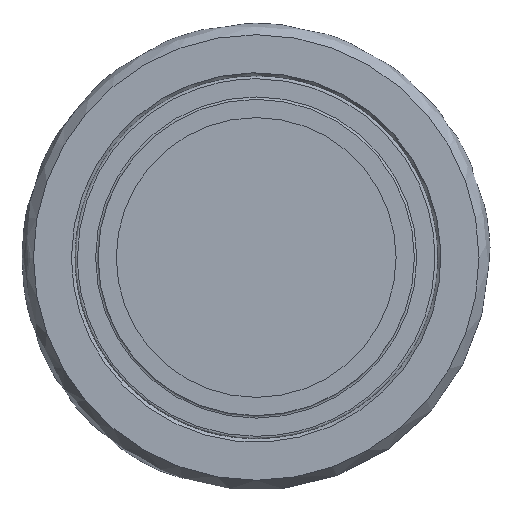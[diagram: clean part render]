
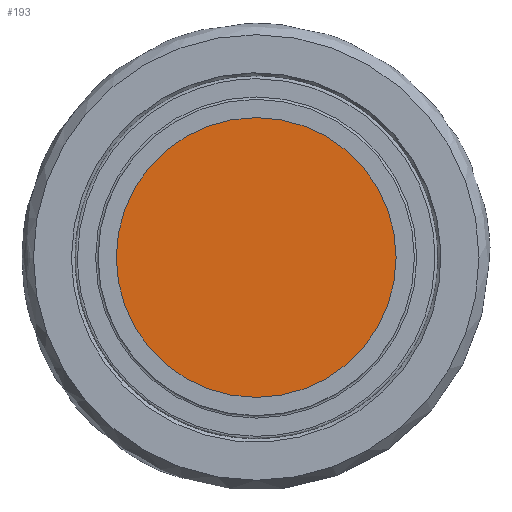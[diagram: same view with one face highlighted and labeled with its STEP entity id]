
A CAD part, left-side view. The second image highlights one B-rep face of the part: STEP entity #193.
In plain terms, the highlighted planar face has unit normal (-1, 0, 0).
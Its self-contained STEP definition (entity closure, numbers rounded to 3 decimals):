
#51 = AXIS2_PLACEMENT_3D ( 'NONE', #61, #628, #261 ) ;
#61 = CARTESIAN_POINT ( 'NONE',  ( -5.5, 0., 0. ) ) ;
#76 = PLANE ( 'NONE',  #790 ) ;
#180 = FACE_OUTER_BOUND ( 'NONE', #300, .T. ) ;
#193 = ADVANCED_FACE ( 'NONE', ( #180 ), #76, .T. ) ;
#261 = DIRECTION ( 'NONE',  ( 0., 1., 0. ) ) ;
#300 = EDGE_LOOP ( 'NONE', ( #416 ) ) ;
#355 = DIRECTION ( 'NONE',  ( -1., 0., 0. ) ) ;
#370 = EDGE_CURVE ( 'NONE', #612, #612, #463, .T. ) ;
#416 = ORIENTED_EDGE ( 'NONE', *, *, #370, .T. ) ;
#463 = CIRCLE ( 'NONE', #51, 11.5 ) ;
#542 = CARTESIAN_POINT ( 'NONE',  ( -5.5, 0., 1.136 ) ) ;
#612 = VERTEX_POINT ( 'NONE', #627 ) ;
#627 = CARTESIAN_POINT ( 'NONE',  ( -5.5, 11.5, 0. ) ) ;
#628 = DIRECTION ( 'NONE',  ( -1., 0., 0. ) ) ;
#790 = AXIS2_PLACEMENT_3D ( 'NONE', #542, #355, #794 ) ;
#794 = DIRECTION ( 'NONE',  ( 0., 0., 1. ) ) ;
